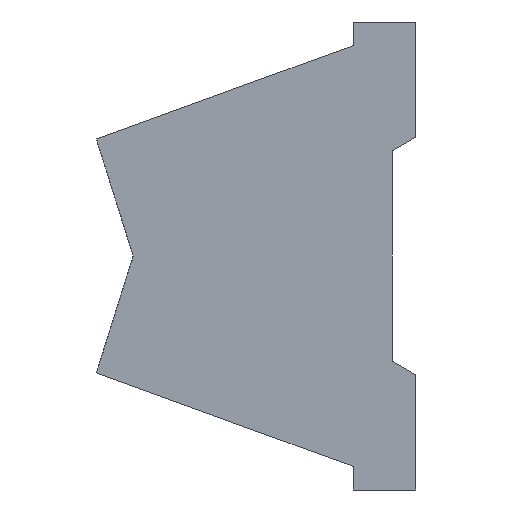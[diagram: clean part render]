
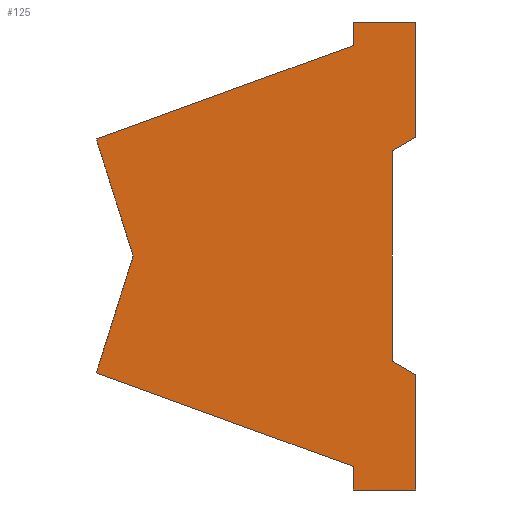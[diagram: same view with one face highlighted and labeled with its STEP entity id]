
A CAD part, left-side view. The second image highlights one B-rep face of the part: STEP entity #125.
In plain terms, the highlighted planar face has unit normal (-1, 0, 0).
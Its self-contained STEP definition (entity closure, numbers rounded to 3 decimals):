
#125 = ADVANCED_FACE( '', ( #227 ), #228, .F. );
#227 = FACE_OUTER_BOUND( '', #329, .T. );
#228 = PLANE( '', #330 );
#329 = EDGE_LOOP( '', ( #810, #811, #812, #813, #814, #815, #816, #817, #818, #819, #820, #821, #822 ) );
#330 = AXIS2_PLACEMENT_3D( '', #823, #824, #825 );
#810 = ORIENTED_EDGE( '', *, *, #996, .F. );
#811 = ORIENTED_EDGE( '', *, *, #971, .F. );
#812 = ORIENTED_EDGE( '', *, *, #975, .F. );
#813 = ORIENTED_EDGE( '', *, *, #977, .F. );
#814 = ORIENTED_EDGE( '', *, *, #912, .F. );
#815 = ORIENTED_EDGE( '', *, *, #925, .F. );
#816 = ORIENTED_EDGE( '', *, *, #980, .F. );
#817 = ORIENTED_EDGE( '', *, *, #983, .F. );
#818 = ORIENTED_EDGE( '', *, *, #986, .F. );
#819 = ORIENTED_EDGE( '', *, *, #989, .F. );
#820 = ORIENTED_EDGE( '', *, *, #991, .F. );
#821 = ORIENTED_EDGE( '', *, *, #967, .F. );
#822 = ORIENTED_EDGE( '', *, *, #994, .F. );
#823 = CARTESIAN_POINT( '', ( 0., 0., 0. ) );
#824 = DIRECTION( '', ( 1., 0., 0. ) );
#825 = DIRECTION( '', ( 0., 0., -1. ) );
#912 = EDGE_CURVE( '', #1143, #1145, #1146, .T. );
#925 = EDGE_CURVE( '', #1164, #1143, #1166, .T. );
#967 = EDGE_CURVE( '', #1217, #1219, #1220, .T. );
#971 = EDGE_CURVE( '', #1225, #1227, #1228, .T. );
#975 = EDGE_CURVE( '', #1232, #1225, #1234, .T. );
#977 = EDGE_CURVE( '', #1145, #1232, #1236, .T. );
#980 = EDGE_CURVE( '', #1239, #1164, #1241, .T. );
#983 = EDGE_CURVE( '', #1244, #1239, #1246, .T. );
#986 = EDGE_CURVE( '', #1249, #1244, #1251, .T. );
#989 = EDGE_CURVE( '', #1254, #1249, #1256, .T. );
#991 = EDGE_CURVE( '', #1219, #1254, #1258, .T. );
#994 = EDGE_CURVE( '', #1261, #1217, #1263, .T. );
#996 = EDGE_CURVE( '', #1227, #1261, #1265, .T. );
#1143 = VERTEX_POINT( '', #1447 );
#1145 = VERTEX_POINT( '', #1450 );
#1146 = LINE( '', #1451, #1452 );
#1164 = VERTEX_POINT( '', #1479 );
#1166 = LINE( '', #1482, #1483 );
#1217 = VERTEX_POINT( '', #1554 );
#1219 = VERTEX_POINT( '', #1557 );
#1220 = LINE( '', #1558, #1559 );
#1225 = VERTEX_POINT( '', #1566 );
#1227 = VERTEX_POINT( '', #1569 );
#1228 = LINE( '', #1570, #1571 );
#1232 = VERTEX_POINT( '', #1577 );
#1234 = LINE( '', #1580, #1581 );
#1236 = LINE( '', #1584, #1585 );
#1239 = VERTEX_POINT( '', #1589 );
#1241 = LINE( '', #1592, #1593 );
#1244 = VERTEX_POINT( '', #1597 );
#1246 = LINE( '', #1600, #1601 );
#1249 = VERTEX_POINT( '', #1605 );
#1251 = LINE( '', #1608, #1609 );
#1254 = VERTEX_POINT( '', #1613 );
#1256 = LINE( '', #1616, #1617 );
#1258 = LINE( '', #1620, #1621 );
#1261 = VERTEX_POINT( '', #1625 );
#1263 = LINE( '', #1628, #1629 );
#1265 = LINE( '', #1632, #1633 );
#1447 = CARTESIAN_POINT( '', ( 0., 18.095, 0. ) );
#1450 = CARTESIAN_POINT( '', ( 0., 20.46, 7.5 ) );
#1451 = CARTESIAN_POINT( '', ( 0., 18.095, 0. ) );
#1452 = VECTOR( '', #1820, 1. );
#1479 = CARTESIAN_POINT( '', ( 0., 20.46, -7.5 ) );
#1482 = CARTESIAN_POINT( '', ( 0., 20.46, -7.5 ) );
#1483 = VECTOR( '', #1837, 1. );
#1554 = CARTESIAN_POINT( '', ( 0., 1.5, 6.75 ) );
#1557 = CARTESIAN_POINT( '', ( 0., 1.5, -6.75 ) );
#1558 = CARTESIAN_POINT( '', ( 0., 1.5, 6.75 ) );
#1559 = VECTOR( '', #1919, 1. );
#1566 = CARTESIAN_POINT( '', ( 0., 4., 15. ) );
#1569 = CARTESIAN_POINT( '', ( 0., 0., 15. ) );
#1570 = CARTESIAN_POINT( '', ( 0., 4., 15. ) );
#1571 = VECTOR( '', #1923, 1. );
#1577 = CARTESIAN_POINT( '', ( 0., 4., 13.491 ) );
#1580 = CARTESIAN_POINT( '', ( 0., 4., 13.491 ) );
#1581 = VECTOR( '', #1927, 1. );
#1584 = CARTESIAN_POINT( '', ( 0., 20.46, 7.5 ) );
#1585 = VECTOR( '', #1929, 1. );
#1589 = CARTESIAN_POINT( '', ( 0., 4., -13.491 ) );
#1592 = CARTESIAN_POINT( '', ( 0., 4., -13.491 ) );
#1593 = VECTOR( '', #1932, 1. );
#1597 = CARTESIAN_POINT( '', ( 0., 4., -15. ) );
#1600 = CARTESIAN_POINT( '', ( 0., 4., -15. ) );
#1601 = VECTOR( '', #1935, 1. );
#1605 = CARTESIAN_POINT( '', ( 0., 0., -15. ) );
#1608 = CARTESIAN_POINT( '', ( 0., 0., -15. ) );
#1609 = VECTOR( '', #1938, 1. );
#1613 = CARTESIAN_POINT( '', ( 0., 0., -7.616 ) );
#1616 = CARTESIAN_POINT( '', ( 0., 0., -7.616 ) );
#1617 = VECTOR( '', #1941, 1. );
#1620 = CARTESIAN_POINT( '', ( 0., 1.5, -6.75 ) );
#1621 = VECTOR( '', #1943, 1. );
#1625 = CARTESIAN_POINT( '', ( 0., 0., 7.616 ) );
#1628 = CARTESIAN_POINT( '', ( 0., 0., 7.616 ) );
#1629 = VECTOR( '', #1946, 1. );
#1632 = CARTESIAN_POINT( '', ( 0., 0., 15. ) );
#1633 = VECTOR( '', #1948, 1. );
#1820 = DIRECTION( '', ( 0., 0.301, 0.954 ) );
#1837 = DIRECTION( '', ( 0., -0.301, 0.954 ) );
#1919 = DIRECTION( '', ( 0., 0., -1. ) );
#1923 = DIRECTION( '', ( 0., -1., 0. ) );
#1927 = DIRECTION( '', ( 0., 0., 1. ) );
#1929 = DIRECTION( '', ( 0., -0.94, 0.342 ) );
#1932 = DIRECTION( '', ( 0., 0.94, 0.342 ) );
#1935 = DIRECTION( '', ( 0., 0., 1. ) );
#1938 = DIRECTION( '', ( 0., 1., 0. ) );
#1941 = DIRECTION( '', ( 0., 0., -1. ) );
#1943 = DIRECTION( '', ( 0., -0.866, -0.5 ) );
#1946 = DIRECTION( '', ( 0., 0.866, -0.5 ) );
#1948 = DIRECTION( '', ( 0., 0., -1. ) );
